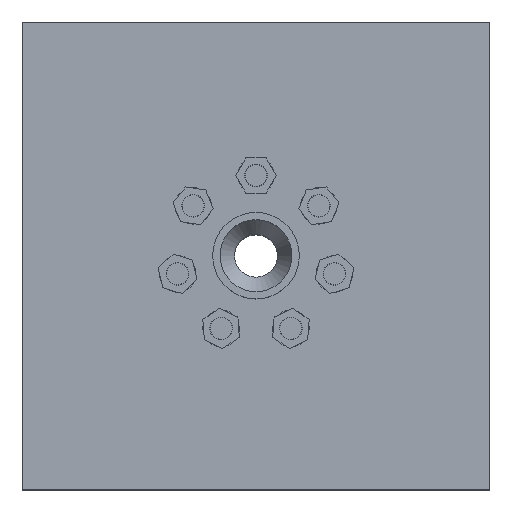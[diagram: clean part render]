
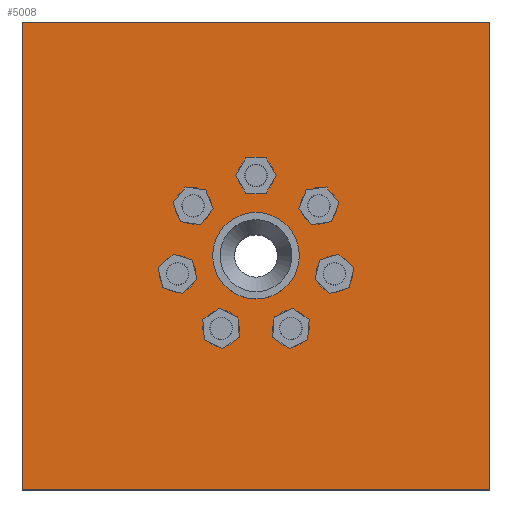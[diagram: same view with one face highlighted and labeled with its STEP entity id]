
A CAD part, top view. The second image highlights one B-rep face of the part: STEP entity #5008.
In plain terms, the highlighted planar face has unit normal (0, 0, 1).
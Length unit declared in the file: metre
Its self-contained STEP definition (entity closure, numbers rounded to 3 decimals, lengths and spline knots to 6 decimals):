
#124 = CARTESIAN_POINT('NONE', (0.1016, -0.1016, 0.0127));
#125 = VERTEX_POINT('NONE', #124);
#126 = CARTESIAN_POINT('NONE', (-0.1016, -0.1016, 0.0127));
#127 = VERTEX_POINT('NONE', #126);
#130 = CARTESIAN_POINT('NONE', (0.1016, 0.1016, 0.0127));
#131 = VERTEX_POINT('NONE', #130);
#134 = CARTESIAN_POINT('NONE', (-0.1016, 0.1016, 0.0127));
#135 = VERTEX_POINT('NONE', #134);
#138 = CARTESIAN_POINT('NONE', (0.005017, 0.034925, 0.0127));
#139 = VERTEX_POINT('NONE', #138);
#142 = CARTESIAN_POINT('NONE', (-0.024178, 0.025697, 0.0127));
#143 = VERTEX_POINT('NONE', #142);
#146 = CARTESIAN_POINT('NONE', (-0.035166, -0.002881, 0.0127));
#147 = VERTEX_POINT('NONE', #146);
#150 = CARTESIAN_POINT('NONE', (-0.019673, -0.02929, 0.0127));
#151 = VERTEX_POINT('NONE', #150);
#154 = CARTESIAN_POINT('NONE', (0.010634, -0.033643, 0.0127));
#155 = VERTEX_POINT('NONE', #154);
#158 = CARTESIAN_POINT('NONE', (0.032933, -0.012662, 0.0127));
#159 = VERTEX_POINT('NONE', #158);
#162 = CARTESIAN_POINT('NONE', (0.030433, 0.017853, 0.0127));
#163 = VERTEX_POINT('NONE', #162);
#166 = CARTESIAN_POINT('NONE', (0.0127, 0., 0.0127));
#167 = VERTEX_POINT('NONE', #166);
#1062 = DIRECTION('NONE', (1, 0, 0));
#1063 = VECTOR('NONE', #1062, 1);
#1064 = CARTESIAN_POINT('NONE', (-0.1016, -0.1016, 0.0127));
#1065 = LINE('NONE', #1064, #1063);
#1078 = DIRECTION('NONE', (0, 1, 0));
#1079 = VECTOR('NONE', #1078, 1);
#1080 = CARTESIAN_POINT('NONE', (0.1016, -0.1016, 0.0127));
#1081 = LINE('NONE', #1080, #1079);
#1090 = DIRECTION('NONE', (-1, 0, 0));
#1091 = VECTOR('NONE', #1090, 1);
#1092 = CARTESIAN_POINT('NONE', (0.1016, 0.1016, 0.0127));
#1093 = LINE('NONE', #1092, #1091);
#1098 = DIRECTION('NONE', (0, -1, 0));
#1099 = VECTOR('NONE', #1098, 1);
#1100 = CARTESIAN_POINT('NONE', (-0.1016, 0.1016, 0.0127));
#1101 = LINE('NONE', #1100, #1099);
#1111 = DIRECTION('NONE', (1, 0, -0));
#1112 = DIRECTION('NONE', (-0, 0, -1));
#1113 = CARTESIAN_POINT('NONE', (0, 0.034925, 0.0127));
#1114 = AXIS2_PLACEMENT_3D('NONE', #1113, #1112, #1111);
#1115 = CIRCLE('NONE', #1114, 0.005017);
#1125 = DIRECTION('NONE', (0.623, 0.782, -0));
#1126 = DIRECTION('NONE', (-0, 0, -1));
#1127 = CARTESIAN_POINT('NONE', (-0.027305, 0.021775, 0.0127));
#1128 = AXIS2_PLACEMENT_3D('NONE', #1127, #1126, #1125);
#1129 = CIRCLE('NONE', #1128, 0.005017);
#1139 = DIRECTION('NONE', (-0.223, 0.975, -0));
#1140 = DIRECTION('NONE', (0, -0, -1.));
#1141 = CARTESIAN_POINT('NONE', (-0.034049, -0.007772, 0.0127));
#1142 = AXIS2_PLACEMENT_3D('NONE', #1141, #1140, #1139);
#1143 = CIRCLE('NONE', #1142, 0.005017);
#1153 = DIRECTION('NONE', (-0.901, 0.434, -0));
#1154 = DIRECTION('NONE', (0, -0, -1));
#1155 = CARTESIAN_POINT('NONE', (-0.015153, -0.031466, 0.0127));
#1156 = AXIS2_PLACEMENT_3D('NONE', #1155, #1154, #1153);
#1157 = CIRCLE('NONE', #1156, 0.005016);
#1167 = DIRECTION('NONE', (-0.901, -0.434, -0));
#1168 = DIRECTION('NONE', (0, 0, -1.));
#1169 = CARTESIAN_POINT('NONE', (0.015153, -0.031466, 0.0127));
#1170 = AXIS2_PLACEMENT_3D('NONE', #1169, #1168, #1167);
#1171 = CIRCLE('NONE', #1170, 0.005017);
#1181 = DIRECTION('NONE', (-0.223, -0.975, -0));
#1182 = DIRECTION('NONE', (0, 0, -1.));
#1183 = CARTESIAN_POINT('NONE', (0.034049, -0.007772, 0.0127));
#1184 = AXIS2_PLACEMENT_3D('NONE', #1183, #1182, #1181);
#1185 = CIRCLE('NONE', #1184, 0.005017);
#1195 = DIRECTION('NONE', (0.623, -0.782, -0));
#1196 = DIRECTION('NONE', (0, 0, -1));
#1197 = CARTESIAN_POINT('NONE', (0.027305, 0.021775, 0.0127));
#1198 = AXIS2_PLACEMENT_3D('NONE', #1197, #1196, #1195);
#1199 = CIRCLE('NONE', #1198, 0.005017);
#1209 = DIRECTION('NONE', (1, 0., -0));
#1210 = DIRECTION('NONE', (0, 0, -1));
#1211 = CARTESIAN_POINT('NONE', (0., 0., 0.0127));
#1212 = AXIS2_PLACEMENT_3D('NONE', #1211, #1210, #1209);
#1213 = CIRCLE('NONE', #1212, 0.0127);
#2944 = EDGE_CURVE('NONE', #127, #125, #1065, .T.);
#2948 = EDGE_CURVE('NONE', #125, #131, #1081, .T.);
#2951 = EDGE_CURVE('NONE', #131, #135, #1093, .T.);
#2953 = EDGE_CURVE('NONE', #135, #127, #1101, .T.);
#2956 = EDGE_CURVE('NONE', #139, #139, #1115, .T.);
#2959 = EDGE_CURVE('NONE', #143, #143, #1129, .T.);
#2962 = EDGE_CURVE('NONE', #147, #147, #1143, .T.);
#2965 = EDGE_CURVE('NONE', #151, #151, #1157, .T.);
#2968 = EDGE_CURVE('NONE', #155, #155, #1171, .T.);
#2971 = EDGE_CURVE('NONE', #159, #159, #1185, .T.);
#2974 = EDGE_CURVE('NONE', #163, #163, #1199, .T.);
#2977 = EDGE_CURVE('NONE', #167, #167, #1213, .T.);
#3608 = CARTESIAN_POINT('NONE', (0, 0, 0.0127));
#3609 = DIRECTION('NONE', (0, 0, 1));
#3610 = AXIS2_PLACEMENT_3D('NONE', #3608, #3609, $);
#3611 = PLANE('NONE', #3610);
#4978 = ORIENTED_EDGE('NONE', *, *, #2944, .T.);
#4979 = ORIENTED_EDGE('NONE', *, *, #2948, .T.);
#4980 = ORIENTED_EDGE('NONE', *, *, #2951, .T.);
#4981 = ORIENTED_EDGE('NONE', *, *, #2953, .T.);
#4982 = ORIENTED_EDGE('NONE', *, *, #2956, .T.);
#4983 = ORIENTED_EDGE('NONE', *, *, #2959, .T.);
#4984 = ORIENTED_EDGE('NONE', *, *, #2962, .T.);
#4985 = ORIENTED_EDGE('NONE', *, *, #2965, .T.);
#4986 = ORIENTED_EDGE('NONE', *, *, #2968, .T.);
#4987 = ORIENTED_EDGE('NONE', *, *, #2971, .T.);
#4988 = ORIENTED_EDGE('NONE', *, *, #2974, .T.);
#4989 = ORIENTED_EDGE('NONE', *, *, #2977, .T.);
#4990 = EDGE_LOOP('NONE', (#4978, #4979, #4980, #4981));
#4991 = FACE_BOUND('NONE', #4990, .T.);
#4992 = EDGE_LOOP('NONE', (#4982));
#4993 = FACE_BOUND('NONE', #4992, .T.);
#4994 = EDGE_LOOP('NONE', (#4983));
#4995 = FACE_BOUND('NONE', #4994, .T.);
#4996 = EDGE_LOOP('NONE', (#4984));
#4997 = FACE_BOUND('NONE', #4996, .T.);
#4998 = EDGE_LOOP('NONE', (#4985));
#4999 = FACE_BOUND('NONE', #4998, .T.);
#5000 = EDGE_LOOP('NONE', (#4986));
#5001 = FACE_BOUND('NONE', #5000, .T.);
#5002 = EDGE_LOOP('NONE', (#4987));
#5003 = FACE_BOUND('NONE', #5002, .T.);
#5004 = EDGE_LOOP('NONE', (#4988));
#5005 = FACE_BOUND('NONE', #5004, .T.);
#5006 = EDGE_LOOP('NONE', (#4989));
#5007 = FACE_BOUND('NONE', #5006, .T.);
#5008 = ADVANCED_FACE('NONE', (#4991, #4993, #4995, #4997, #4999, #5001, #5003, #5005, #5007), #3611, .T.);
